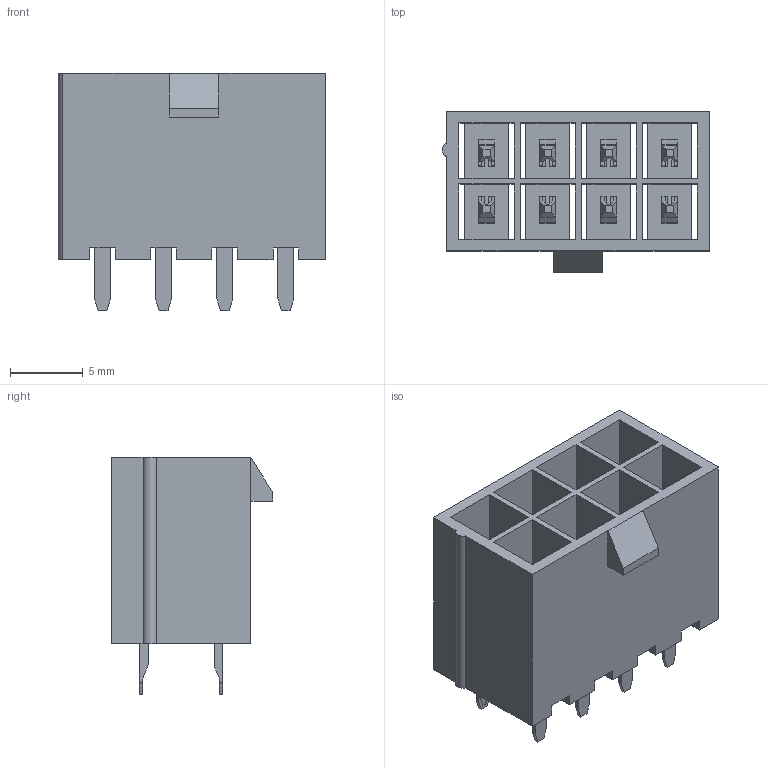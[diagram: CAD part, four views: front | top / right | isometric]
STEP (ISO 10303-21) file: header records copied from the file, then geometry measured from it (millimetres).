
FILE_DESCRIPTION( ( 'Unknown' ), '1' );
FILE_NAME( '64900821122.stp', 'Unknown', ( 'Unknown' ), ( 'Unknown' ), 'PSStep 14.0', 'Unknown', ' ' );
FILE_SCHEMA( ( 'AUTOMOTIVE_DESIGN { 1 0 10303 214 1 1 1 1 }' ) );
Length unit declared in the file: millimetre
Products named in the file (3): Assem1; 6490xx21122_PIN; 64900821122
Assembly tree (9 placements, depth 2):
  Assem1
    6490xx21122_PIN  x8
    64900821122
Bounding box: 18.4 x 11.1 x 16.3 mm (x, y, z)
Volume: 1034.5 mm3; surface area: 3319.7 mm2
Topology: 9 solids, 9 shells, 821 faces, 2415 edges, 1588 vertices
Faces by surface type: plane 596, cylinder 225
Entity records: 11787 total; most frequent: ORIENTED_EDGE 1722, CARTESIAN_POINT 1712, DIRECTION 1489, EDGE_CURVE 861, LINE 803, VECTOR 803, VERTEX_POINT 566, AXIS2_PLACEMENT_3D 343
